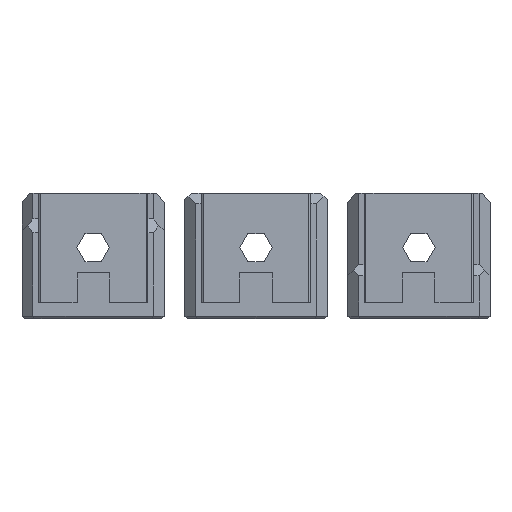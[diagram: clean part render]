
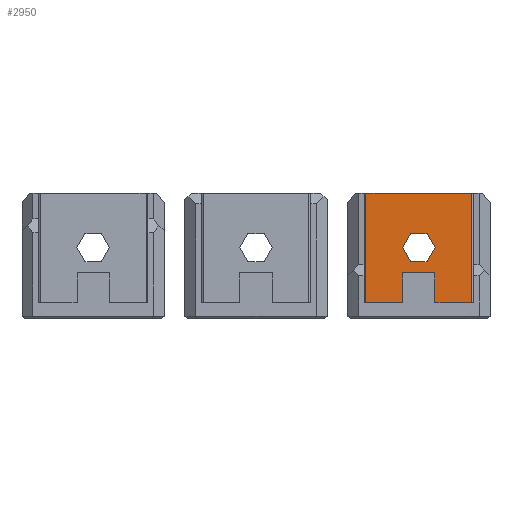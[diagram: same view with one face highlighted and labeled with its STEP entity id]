
A CAD part, front view. The second image highlights one B-rep face of the part: STEP entity #2950.
In plain terms, the highlighted planar face has unit normal (0, -1, 0).
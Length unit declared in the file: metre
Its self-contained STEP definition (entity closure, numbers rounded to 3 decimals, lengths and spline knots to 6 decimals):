
#94=PLANE('',#3189);
#310=LINE('',#4460,#673);
#314=LINE('',#4469,#677);
#318=LINE('',#4483,#681);
#362=LINE('',#4577,#725);
#364=LINE('',#4580,#727);
#366=LINE('',#4583,#729);
#371=LINE('',#4594,#734);
#379=LINE('',#4609,#742);
#383=LINE('',#4618,#746);
#386=LINE('',#4624,#749);
#389=LINE('',#4630,#752);
#392=LINE('',#4636,#755);
#395=LINE('',#4642,#758);
#400=LINE('',#4651,#763);
#673=VECTOR('',#3633,1.);
#677=VECTOR('',#3639,1.);
#681=VECTOR('',#3651,1.);
#725=VECTOR('',#3723,1.);
#727=VECTOR('',#3727,1.);
#729=VECTOR('',#3731,1.);
#734=VECTOR('',#3744,1.);
#742=VECTOR('',#3754,1.);
#746=VECTOR('',#3760,1.);
#749=VECTOR('',#3765,1.);
#752=VECTOR('',#3770,1.);
#755=VECTOR('',#3775,1.);
#758=VECTOR('',#3780,1.);
#763=VECTOR('',#3789,1.);
#1370=ORIENTED_EDGE('',*,*,#2014,.F.);
#1371=ORIENTED_EDGE('',*,*,#1920,.T.);
#1372=ORIENTED_EDGE('',*,*,#1977,.F.);
#1373=ORIENTED_EDGE('',*,*,#1975,.T.);
#1374=ORIENTED_EDGE('',*,*,#1979,.T.);
#1375=ORIENTED_EDGE('',*,*,#1927,.T.);
#1376=ORIENTED_EDGE('',*,*,#1916,.F.);
#1377=ORIENTED_EDGE('',*,*,#1985,.F.);
#1378=ORIENTED_EDGE('',*,*,#1993,.F.);
#1379=ORIENTED_EDGE('',*,*,#1997,.F.);
#1380=ORIENTED_EDGE('',*,*,#2000,.F.);
#1381=ORIENTED_EDGE('',*,*,#2003,.F.);
#1382=ORIENTED_EDGE('',*,*,#2006,.F.);
#1383=ORIENTED_EDGE('',*,*,#2009,.F.);
#1916=EDGE_CURVE('',#2276,#2273,#310,.F.);
#1920=EDGE_CURVE('',#2281,#2280,#314,.T.);
#1927=EDGE_CURVE('',#2283,#2273,#318,.T.);
#1975=EDGE_CURVE('',#2319,#2322,#362,.T.);
#1977=EDGE_CURVE('',#2319,#2280,#364,.T.);
#1979=EDGE_CURVE('',#2322,#2283,#366,.T.);
#1985=EDGE_CURVE('',#2323,#2276,#371,.T.);
#1993=EDGE_CURVE('',#2331,#2332,#379,.T.);
#1997=EDGE_CURVE('',#2335,#2331,#383,.T.);
#2000=EDGE_CURVE('',#2337,#2335,#386,.T.);
#2003=EDGE_CURVE('',#2339,#2337,#389,.T.);
#2006=EDGE_CURVE('',#2341,#2339,#392,.T.);
#2009=EDGE_CURVE('',#2332,#2341,#395,.T.);
#2014=EDGE_CURVE('',#2281,#2323,#400,.T.);
#2273=VERTEX_POINT('',#4454);
#2276=VERTEX_POINT('',#4459);
#2280=VERTEX_POINT('',#4468);
#2281=VERTEX_POINT('',#4470);
#2283=VERTEX_POINT('',#4476);
#2319=VERTEX_POINT('',#4571);
#2322=VERTEX_POINT('',#4576);
#2323=VERTEX_POINT('',#4592);
#2331=VERTEX_POINT('',#4610);
#2332=VERTEX_POINT('',#4611);
#2335=VERTEX_POINT('',#4619);
#2337=VERTEX_POINT('',#4625);
#2339=VERTEX_POINT('',#4631);
#2341=VERTEX_POINT('',#4637);
#2584=EDGE_LOOP('',(#1370,#1371,#1372,#1373,#1374,#1375,#1376,#1377));
#2585=EDGE_LOOP('',(#1378,#1379,#1380,#1381,#1382,#1383));
#2763=FACE_BOUND('',#2584,.T.);
#2764=FACE_BOUND('',#2585,.T.);
#2950=ADVANCED_FACE('',(#2763,#2764),#94,.T.);
#3189=AXIS2_PLACEMENT_3D('',#4650,#3787,#3788);
#3633=DIRECTION('',(0.,0.,1.));
#3639=DIRECTION('',(1.,0.,0.));
#3651=DIRECTION('',(1.,0.,0.));
#3723=DIRECTION('',(1.,0.,0.));
#3727=DIRECTION('',(0.,0.,-1.));
#3731=DIRECTION('',(0.,0.,-1.));
#3744=DIRECTION('',(1.,0.,0.));
#3754=DIRECTION('',(0.5,0.,0.866));
#3760=DIRECTION('',(1.,0.,0.));
#3765=DIRECTION('',(0.5,0.,-0.866));
#3770=DIRECTION('',(-0.5,0.,-0.866));
#3775=DIRECTION('',(-1.,0.,0.));
#3780=DIRECTION('',(-0.5,0.,0.866));
#3787=DIRECTION('',(0.,-1.,0.));
#3788=DIRECTION('',(1.,0.,0.));
#3789=DIRECTION('',(0.,0.,1.));
#4454=CARTESIAN_POINT('',(0.02965,0.,0.));
#4459=CARTESIAN_POINT('',(0.02965,0.,0.0202));
#4460=CARTESIAN_POINT('',(0.02965,0.,-0.000002));
#4468=CARTESIAN_POINT('',(0.01695,0.,0.));
#4469=CARTESIAN_POINT('',(0.0199,0.,0.));
#4470=CARTESIAN_POINT('',(0.01015,0.,0.));
#4476=CARTESIAN_POINT('',(0.02285,0.,0.));
#4483=CARTESIAN_POINT('',(0.0199,0.,0.));
#4571=CARTESIAN_POINT('',(0.01695,0.,0.0055));
#4576=CARTESIAN_POINT('',(0.02285,0.,0.0055));
#4577=CARTESIAN_POINT('',(0.0199,0.,0.0055));
#4580=CARTESIAN_POINT('',(0.01695,0.,0.357792));
#4583=CARTESIAN_POINT('',(0.02285,0.,0.357792));
#4592=CARTESIAN_POINT('',(0.01015,0.,0.0202));
#4594=CARTESIAN_POINT('',(0.0083,0.,0.0202));
#4609=CARTESIAN_POINT('',(0.022527,0.,0.00945));
#4610=CARTESIAN_POINT('',(0.021401,0.,0.0075));
#4611=CARTESIAN_POINT('',(0.022902,0.,0.0101));
#4618=CARTESIAN_POINT('',(0.020651,0.,0.0075));
#4619=CARTESIAN_POINT('',(0.018399,0.,0.0075));
#4624=CARTESIAN_POINT('',(0.018024,0.,0.00815));
#4625=CARTESIAN_POINT('',(0.016898,0.,0.0101));
#4630=CARTESIAN_POINT('',(0.017273,0.,0.01075));
#4631=CARTESIAN_POINT('',(0.018399,0.,0.0127));
#4636=CARTESIAN_POINT('',(0.019149,0.,0.0127));
#4637=CARTESIAN_POINT('',(0.021401,0.,0.0127));
#4642=CARTESIAN_POINT('',(0.021776,0.,0.01205));
#4650=CARTESIAN_POINT('',(0.0199,0.,0.0086));
#4651=CARTESIAN_POINT('',(0.01015,0.,-0.000002));
